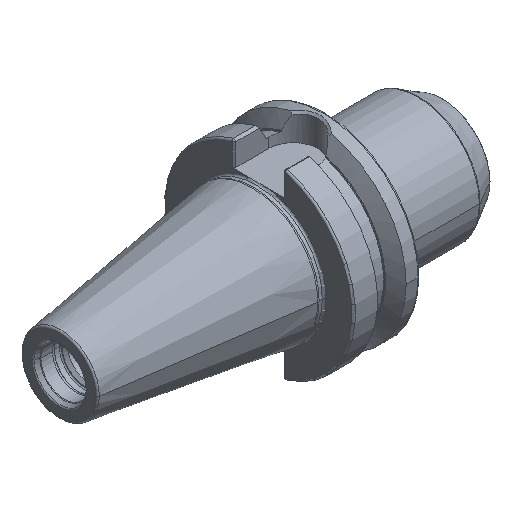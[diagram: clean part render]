
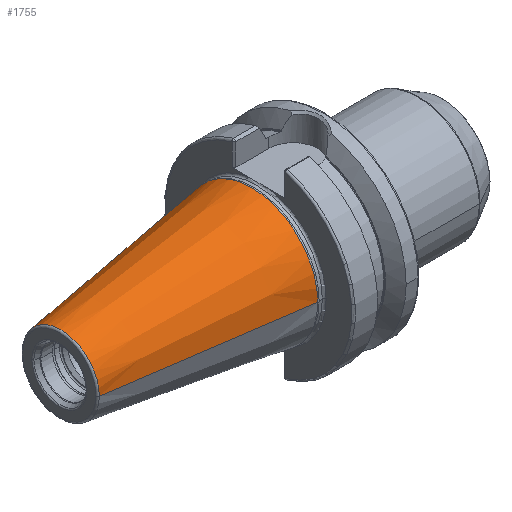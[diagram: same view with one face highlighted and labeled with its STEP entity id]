
A CAD part, isometric view. The second image highlights one B-rep face of the part: STEP entity #1755.
In plain terms, the highlighted conical face has half-angle 8.298 degrees and reference radius 27.519 mm.
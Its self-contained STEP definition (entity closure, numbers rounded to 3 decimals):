
#37=CARTESIAN_POINT('',(-100.944,0.,0.));
#38=DIRECTION('',(1.,0.,0.));
#39=DIRECTION('',(0.,1.,0.));
#40=AXIS2_PLACEMENT_3D('',#37,#38,#39);
#42=CARTESIAN_POINT('',(-0.619,0.,0.));
#43=DIRECTION('',(1.,0.,0.));
#44=DIRECTION('',(0.,1.,0.));
#45=AXIS2_PLACEMENT_3D('',#42,#43,#44);
#47=DIRECTION('',(-0.99,-0.144,0.));
#48=VECTOR('',#47,101.387);
#49=CARTESIAN_POINT('',(-0.619,34.835,0.));
#50=LINE('',#49,#48);
#51=DIRECTION('',(-0.99,0.144,0.));
#52=VECTOR('',#51,101.387);
#53=CARTESIAN_POINT('',(-0.619,-34.835,0.));
#54=LINE('',#53,#52);
#1424=CARTESIAN_POINT('',(-100.944,20.203,0.));
#1426=VERTEX_POINT('',#1424);
#1428=CARTESIAN_POINT('',(-100.944,-20.203,0.));
#1430=VERTEX_POINT('',#1428);
#1643=CARTESIAN_POINT('',(-0.619,34.835,0.));
#1644=VERTEX_POINT('',#1643);
#1645=CARTESIAN_POINT('',(-0.619,-34.835,0.));
#1646=VERTEX_POINT('',#1645);
#1741=CARTESIAN_POINT('',(-50.782,0.,0.));
#1742=DIRECTION('',(1.,0.,0.));
#1743=DIRECTION('',(0.,-1.,0.));
#1744=AXIS2_PLACEMENT_3D('',#1741,#1742,#1743);
#1745=CONICAL_SURFACE('',#1744,27.519,8.298);
#1747=ORIENTED_EDGE('',*,*,#1746,.F.);
#1749=ORIENTED_EDGE('',*,*,#1748,.T.);
#1751=ORIENTED_EDGE('',*,*,#1750,.T.);
#1752=ORIENTED_EDGE('',*,*,#1734,.F.);
#1753=EDGE_LOOP('',(#1747,#1749,#1751,#1752));
#1754=FACE_OUTER_BOUND('',#1753,.F.);
#1755=ADVANCED_FACE('',(#1754),#1745,.T.);
#41=CIRCLE('',#40,20.203);
#46=CIRCLE('',#45,34.835);
#1734=EDGE_CURVE('',#1426,#1430,#41,.T.);
#1746=EDGE_CURVE('',#1644,#1426,#50,.T.);
#1748=EDGE_CURVE('',#1644,#1646,#46,.T.);
#1750=EDGE_CURVE('',#1646,#1430,#54,.T.);
